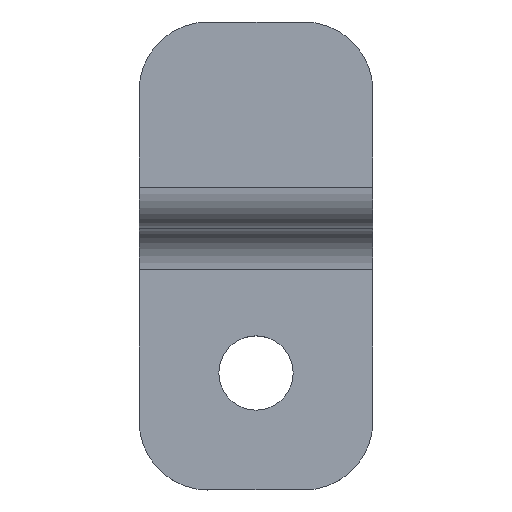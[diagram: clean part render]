
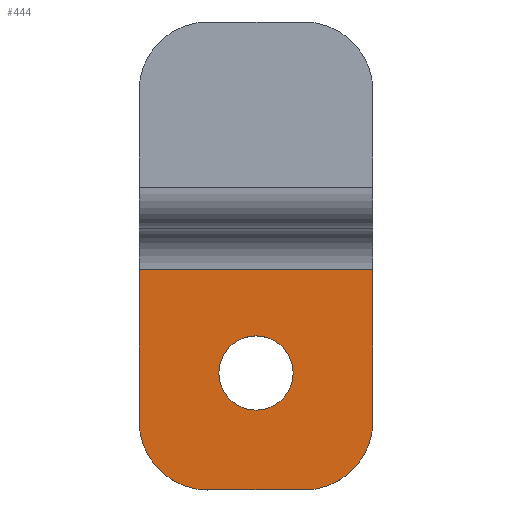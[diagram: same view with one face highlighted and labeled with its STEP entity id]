
A CAD part, top view. The second image highlights one B-rep face of the part: STEP entity #444.
In plain terms, the highlighted planar face has unit normal (0, 0, 1).
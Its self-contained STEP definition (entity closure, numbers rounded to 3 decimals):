
#15=FACE_BOUND('',#74,.T.);
#27=PLANE('',#503);
#50=FACE_OUTER_BOUND('',#73,.T.);
#73=EDGE_LOOP('',(#396,#397,#398,#399,#400,#401));
#74=EDGE_LOOP('',(#402));
#84=LINE('',#660,#125);
#93=LINE('',#687,#134);
#100=LINE('',#703,#141);
#116=LINE('',#760,#157);
#125=VECTOR('',#522,10.);
#134=VECTOR('',#547,10.);
#141=VECTOR('',#562,10.);
#157=VECTOR('',#626,10.);
#173=CIRCLE('',#489,2.7);
#178=CIRCLE('',#498,5.);
#180=CIRCLE('',#502,5.);
#189=VERTEX_POINT('',#657);
#190=VERTEX_POINT('',#659);
#199=VERTEX_POINT('',#683);
#205=VERTEX_POINT('',#702);
#215=VERTEX_POINT('',#735);
#220=VERTEX_POINT('',#753);
#222=VERTEX_POINT('',#759);
#232=EDGE_CURVE('',#190,#189,#84,.T.);
#246=EDGE_CURVE('',#190,#199,#93,.T.);
#254=EDGE_CURVE('',#205,#199,#100,.T.);
#270=EDGE_CURVE('',#215,#215,#173,.T.);
#279=EDGE_CURVE('',#220,#205,#178,.T.);
#282=EDGE_CURVE('',#222,#220,#116,.T.);
#285=EDGE_CURVE('',#189,#222,#180,.T.);
#396=ORIENTED_EDGE('',*,*,#246,.F.);
#397=ORIENTED_EDGE('',*,*,#232,.T.);
#398=ORIENTED_EDGE('',*,*,#285,.T.);
#399=ORIENTED_EDGE('',*,*,#282,.T.);
#400=ORIENTED_EDGE('',*,*,#279,.T.);
#401=ORIENTED_EDGE('',*,*,#254,.T.);
#402=ORIENTED_EDGE('',*,*,#270,.T.);
#444=ADVANCED_FACE('',(#50,#15),#27,.T.);
#489=AXIS2_PLACEMENT_3D('',#736,#598,#599);
#498=AXIS2_PLACEMENT_3D('',#754,#620,#621);
#502=AXIS2_PLACEMENT_3D('',#764,#632,#633);
#503=AXIS2_PLACEMENT_3D('',#765,#634,#635);
#522=DIRECTION('',(0.,-1.,0.));
#547=DIRECTION('',(1.,0.,0.));
#562=DIRECTION('',(0.,1.,0.));
#598=DIRECTION('center_axis',(0.,0.,-1.));
#599=DIRECTION('ref_axis',(1.,0.,0.));
#620=DIRECTION('center_axis',(0.,0.,1.));
#621=DIRECTION('ref_axis',(0.,-1.,0.));
#626=DIRECTION('',(1.,0.,0.));
#632=DIRECTION('center_axis',(0.,0.,1.));
#633=DIRECTION('ref_axis',(-1.,0.,0.));
#634=DIRECTION('center_axis',(0.,0.,1.));
#635=DIRECTION('ref_axis',(1.,0.,0.));
#657=CARTESIAN_POINT('',(-8.5,-12.,2.));
#659=CARTESIAN_POINT('',(-8.5,-1.,2.));
#660=CARTESIAN_POINT('',(-8.5,17.,2.));
#683=CARTESIAN_POINT('',(8.5,-1.,2.));
#687=CARTESIAN_POINT('',(-4.25,-1.,2.));
#702=CARTESIAN_POINT('',(8.5,-12.,2.));
#703=CARTESIAN_POINT('',(8.5,-12.,2.));
#735=CARTESIAN_POINT('',(-2.7,-8.5,2.));
#736=CARTESIAN_POINT('Origin',(0.,-8.5,2.));
#753=CARTESIAN_POINT('',(3.5,-17.,2.));
#754=CARTESIAN_POINT('Origin',(3.5,-12.,2.));
#759=CARTESIAN_POINT('',(-3.5,-17.,2.));
#760=CARTESIAN_POINT('',(-3.5,-17.,2.));
#764=CARTESIAN_POINT('Origin',(-3.5,-12.,2.));
#765=CARTESIAN_POINT('Origin',(0.,0.,
2.));
